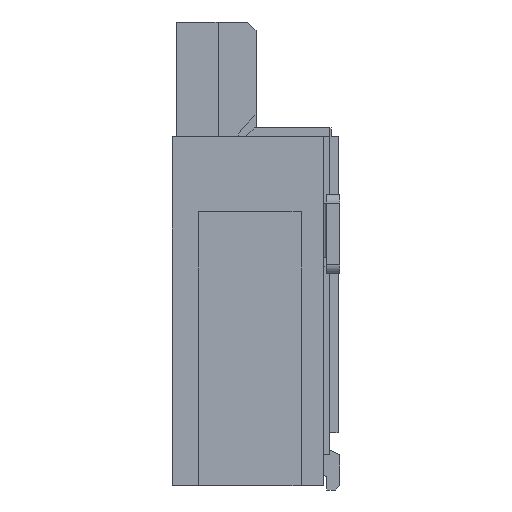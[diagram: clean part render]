
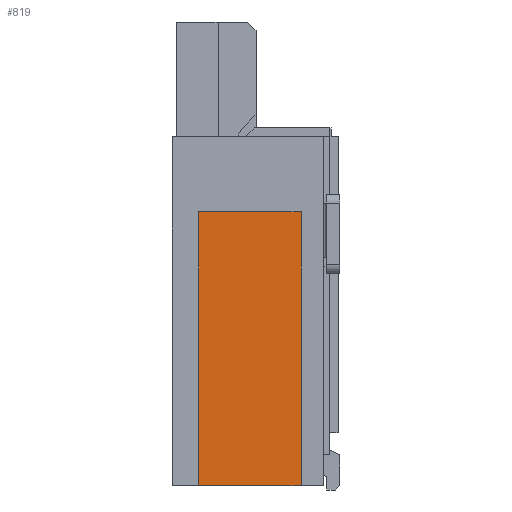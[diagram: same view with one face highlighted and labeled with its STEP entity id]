
A CAD part, left-side view. The second image highlights one B-rep face of the part: STEP entity #819.
In plain terms, the highlighted planar face has unit normal (-1, 0, 0).
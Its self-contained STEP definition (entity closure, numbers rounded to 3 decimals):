
#819=ADVANCED_FACE('',(#3632),#3633,.T.);
#3632=FACE_OUTER_BOUND('',#7890,.T.);
#3633=PLANE('',#7891);
#7890=EDGE_LOOP('',(#18135,#18136,#18137,#18138));
#7891=AXIS2_PLACEMENT_3D('',#18139,#18140,#18141);
#18135=ORIENTED_EDGE('',*,*,#33720,.T.);
#18136=ORIENTED_EDGE('',*,*,#33731,.T.);
#18137=ORIENTED_EDGE('',*,*,#33732,.T.);
#18138=ORIENTED_EDGE('',*,*,#33724,.F.);
#18139=CARTESIAN_POINT('',(-12.1,0.0,0.0));
#18140=DIRECTION('',(-1.0,0.0,0.0));
#18141=DIRECTION('',(0.0,0.0,1.0));
#33720=EDGE_CURVE('',#43008,#43006,#43009,.T.);
#33724=EDGE_CURVE('',#43008,#43011,#43014,.T.);
#33731=EDGE_CURVE('',#43006,#43025,#43026,.T.);
#33732=EDGE_CURVE('',#43025,#43011,#43027,.T.);
#43006=VERTEX_POINT('',#56966);
#43008=VERTEX_POINT('',#56969);
#43009=LINE('',#56970,#56971);
#43011=VERTEX_POINT('',#56974);
#43014=LINE('',#56979,#56980);
#43025=VERTEX_POINT('',#56997);
#43026=LINE('',#56998,#56999);
#43027=LINE('',#57000,#57001);
#56966=CARTESIAN_POINT('',(-12.1,0.42,1.85));
#56969=CARTESIAN_POINT('',(-12.1,0.42,-1.25));
#56970=CARTESIAN_POINT('',(-12.1,0.42,-1.25));
#56971=VECTOR('',#67778,3.1);
#56974=CARTESIAN_POINT('',(-12.1,1.58,-1.25));
#56979=CARTESIAN_POINT('',(-12.1,0.42,-1.25));
#56980=VECTOR('',#67782,1.16);
#56997=CARTESIAN_POINT('',(-12.1,1.58,1.85));
#56998=CARTESIAN_POINT('',(-12.1,0.42,1.85));
#56999=VECTOR('',#67789,1.16);
#57000=CARTESIAN_POINT('',(-12.1,1.58,1.85));
#57001=VECTOR('',#67790,3.1);
#67778=DIRECTION('',(0.0,0.0,1.0));
#67782=DIRECTION('',(0.0,1.0,0.0));
#67789=DIRECTION('',(0.0,1.0,0.0));
#67790=DIRECTION('',(0.0,0.0,-1.0));
